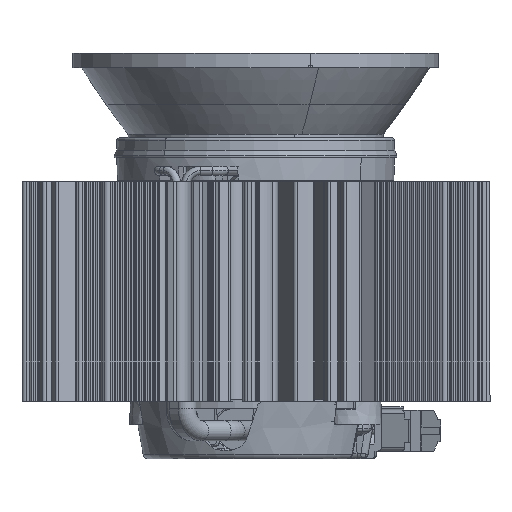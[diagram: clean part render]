
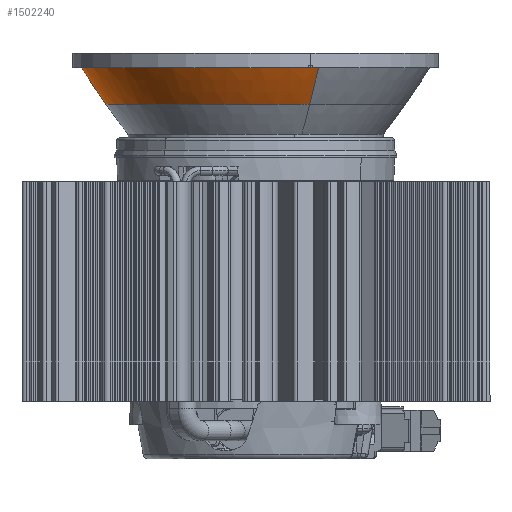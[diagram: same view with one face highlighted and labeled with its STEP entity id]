
A CAD part, front view. The second image highlights one B-rep face of the part: STEP entity #1502240.
In plain terms, the highlighted toroidal (fillet/blend) face has major radius 102.407 mm and minor radius 150 mm.
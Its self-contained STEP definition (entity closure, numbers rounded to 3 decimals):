
#1448420=CARTESIAN_POINT('',(0.,15.,0.));
#1448430=DIRECTION('',(0.,-1.,0.));
#1448440=DIRECTION('',(1.,0.,0.));
#1448450=AXIS2_PLACEMENT_3D('',#1448420,#1448430,#1448440);
#1448460=CIRCLE('',#1448450,23.8);
#1448490=CARTESIAN_POINT('',(23.753,15.,
-1.494));
#1448500=VERTEX_POINT('',#1448490);
#1448530=CARTESIAN_POINT('',(-23.753,15.,
1.494));
#1448540=VERTEX_POINT('',#1448530);
#1448550=EDGE_CURVE('',#1448500,#1448540,#1448460,.T.);
#1450090=CARTESIAN_POINT('',(20.404,10.,
-1.284));
#1450100=VERTEX_POINT('',#1450090);
#1450330=CARTESIAN_POINT('',(-20.404,10.,
1.284));
#1450340=VERTEX_POINT('',#1450330);
#1450370=CARTESIAN_POINT('',(0.,10.,0.));
#1450380=DIRECTION('',(0.,-1.,0.));
#1450390=DIRECTION('',(1.,0.,
0.));
#1450400=AXIS2_PLACEMENT_3D('',#1450370,#1450380,#1450390);
#1450410=CIRCLE('',#1450400,20.445);
#1450420=CARTESIAN_POINT('',(20.445,10.,
0.));
#1450430=VERTEX_POINT('',#1450420);
#1450440=EDGE_CURVE('',#1450430,#1450340,#1450410,.T.);
#1450460=EDGE_CURVE('',#1450100,#1450430,#1450410,.T.);
#1470250=CARTESIAN_POINT('',(102.205,96.066,
-6.429));
#1470260=DIRECTION('',(0.063,0.,
0.998));
#1470270=DIRECTION('',(0.998,0.,
-0.063));
#1470280=AXIS2_PLACEMENT_3D('',#1470250,#1470260,#1470270);
#1470290=CIRCLE('',#1470280,150.);
#1470300=EDGE_CURVE('',#1448540,#1450340,#1470290,.T.);
#1470340=CARTESIAN_POINT('',(-102.205,96.066,
6.429));
#1470350=DIRECTION('',(-0.063,0.,
-0.998));
#1470360=DIRECTION('',(-0.998,0.,
0.063));
#1470370=AXIS2_PLACEMENT_3D('',#1470340,#1470350,#1470360);
#1470380=CIRCLE('',#1470370,150.);
#1470390=EDGE_CURVE('',#1448500,#1450100,#1470380,.T.);
#1502120=CARTESIAN_POINT('',(0.,96.066,
0.));
#1502130=DIRECTION('',(0.,1.,0.));
#1502140=DIRECTION('',(0.998,0.,
-0.063));
#1502150=AXIS2_PLACEMENT_3D('',#1502120,#1502130,#1502140);
#1502160=DEGENERATE_TOROIDAL_SURFACE('',#1502150,102.407,
150.,.F.);
#1502170=ORIENTED_EDGE('',*,*,#1450440,.F.);
#1502180=ORIENTED_EDGE('',*,*,#1470300,.T.);
#1502190=ORIENTED_EDGE('',*,*,#1448550,.T.);
#1502200=ORIENTED_EDGE('',*,*,#1470390,.F.);
#1502210=ORIENTED_EDGE('',*,*,#1450460,.F.);
#1502220=EDGE_LOOP('',(#1502210,#1502200,#1502190,#1502180,#1502170));
#1502230=FACE_OUTER_BOUND('',#1502220,.T.);
#1502240=ADVANCED_FACE('',(#1502230),#1502160,.F.);
